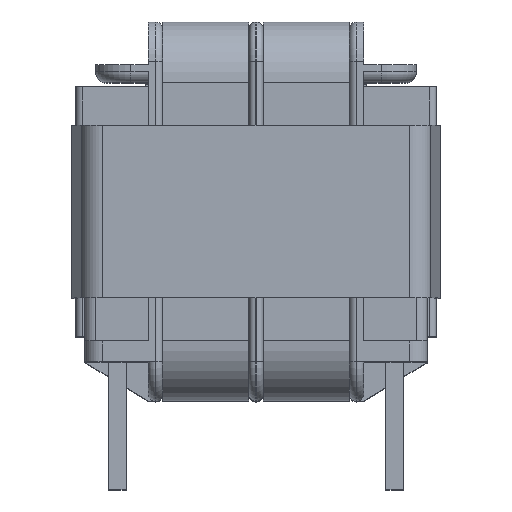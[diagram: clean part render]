
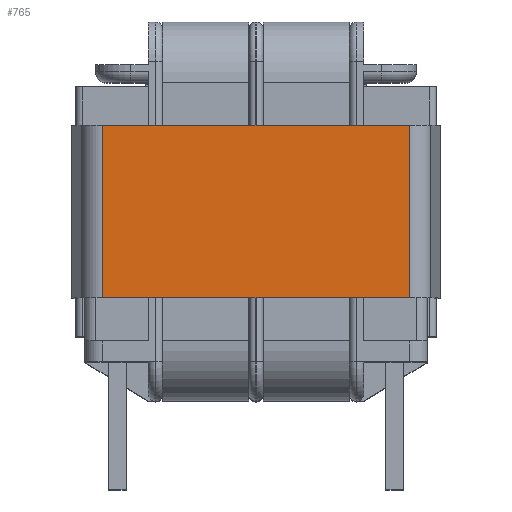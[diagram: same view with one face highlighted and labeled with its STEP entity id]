
A CAD part, top view. The second image highlights one B-rep face of the part: STEP entity #765.
In plain terms, the highlighted face is planar.
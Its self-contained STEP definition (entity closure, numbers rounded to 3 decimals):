
#133 = VERTEX_POINT ( 'NONE', #5866 ) ;
#736 = EDGE_LOOP ( 'NONE', ( #2614, #3532, #8203, #6286 ) ) ;
#765 = ADVANCED_FACE ( 'NONE', ( #2725 ), #1963, .F. ) ;
#1247 = AXIS2_PLACEMENT_3D ( 'NONE', #4809, #6848, #1840 ) ;
#1265 = DIRECTION ( 'NONE',  ( 1., 0., 0. ) ) ;
#1404 = CARTESIAN_POINT ( 'NONE',  ( 0., 1.492, 6.22 ) ) ;
#1473 = LINE ( 'NONE', #5010, #5676 ) ;
#1543 = LINE ( 'NONE', #4760, #2533 ) ;
#1840 = DIRECTION ( 'NONE',  ( 0., 0., 1. ) ) ;
#1963 = PLANE ( 'NONE',  #1247 ) ;
#2234 = DIRECTION ( 'NONE',  ( 1., 0., 0. ) ) ;
#2373 = EDGE_CURVE ( 'NONE', #7879, #2578, #1543, .T. ) ;
#2533 = VECTOR ( 'NONE', #7536, 1000. ) ;
#2578 = VERTEX_POINT ( 'NONE', #3007 ) ;
#2614 = ORIENTED_EDGE ( 'NONE', *, *, #6567, .T. ) ;
#2725 = FACE_OUTER_BOUND ( 'NONE', #736, .T. ) ;
#3007 = CARTESIAN_POINT ( 'NONE',  ( -1.09, 1.492, 0. ) ) ;
#3102 = CARTESIAN_POINT ( 'NONE',  ( 9.959, 1.492, 6.22 ) ) ;
#3435 = VECTOR ( 'NONE', #1265, 1000. ) ;
#3532 = ORIENTED_EDGE ( 'NONE', *, *, #4551, .F. ) ;
#4551 = EDGE_CURVE ( 'NONE', #133, #8563, #5351, .T. ) ;
#4760 = CARTESIAN_POINT ( 'NONE',  ( -1.09, 1.492, 6.22 ) ) ;
#4809 = CARTESIAN_POINT ( 'NONE',  ( 0., 1.492, 6.22 ) ) ;
#5010 = CARTESIAN_POINT ( 'NONE',  ( 0., 1.492, 0. ) ) ;
#5140 = VECTOR ( 'NONE', #7927, 1000. ) ;
#5351 = LINE ( 'NONE', #3102, #5140 ) ;
#5670 = LINE ( 'NONE', #1404, #3435 ) ;
#5676 = VECTOR ( 'NONE', #2234, 1000. ) ;
#5866 = CARTESIAN_POINT ( 'NONE',  ( 9.959, 1.492, 6.22 ) ) ;
#6286 = ORIENTED_EDGE ( 'NONE', *, *, #2373, .T. ) ;
#6515 = CARTESIAN_POINT ( 'NONE',  ( -1.09, 1.492, 6.22 ) ) ;
#6567 = EDGE_CURVE ( 'NONE', #2578, #8563, #1473, .T. ) ;
#6848 = DIRECTION ( 'NONE',  ( 0., 1., 0. ) ) ;
#6926 = EDGE_CURVE ( 'NONE', #7879, #133, #5670, .T. ) ;
#7089 = CARTESIAN_POINT ( 'NONE',  ( 9.959, 1.492, 0. ) ) ;
#7536 = DIRECTION ( 'NONE',  ( 0., 0., -1. ) ) ;
#7879 = VERTEX_POINT ( 'NONE', #6515 ) ;
#7927 = DIRECTION ( 'NONE',  ( 0., 0., -1. ) ) ;
#8203 = ORIENTED_EDGE ( 'NONE', *, *, #6926, .F. ) ;
#8563 = VERTEX_POINT ( 'NONE', #7089 ) ;
